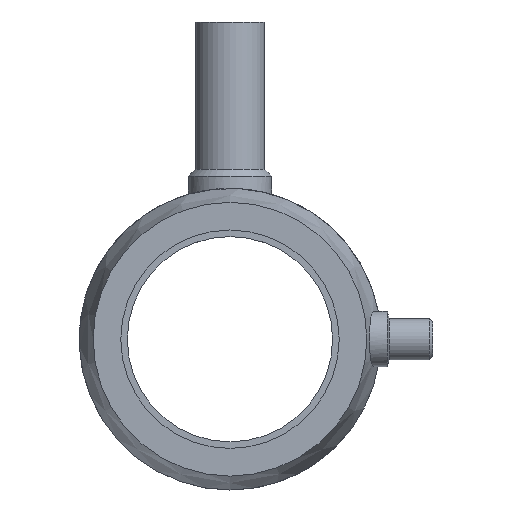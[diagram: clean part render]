
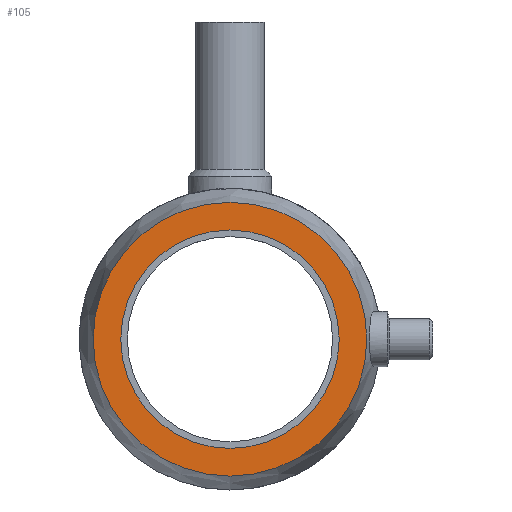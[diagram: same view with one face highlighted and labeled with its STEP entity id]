
A CAD part, left-side view. The second image highlights one B-rep face of the part: STEP entity #105.
In plain terms, the highlighted planar face has unit normal (-1, 0, 0).
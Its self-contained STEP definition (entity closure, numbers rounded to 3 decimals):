
#105 = ADVANCED_FACE( '', ( #240, #241 ), #242, .F. );
#240 = FACE_OUTER_BOUND( '', #403, .T. );
#241 = FACE_BOUND( '', #404, .T. );
#242 = PLANE( '', #405 );
#403 = EDGE_LOOP( '', ( #604 ) );
#404 = EDGE_LOOP( '', ( #605 ) );
#405 = AXIS2_PLACEMENT_3D( '', #606, #607, #608 );
#604 = ORIENTED_EDGE( '', *, *, #758, .F. );
#605 = ORIENTED_EDGE( '', *, *, #740, .T. );
#606 = CARTESIAN_POINT( '', ( 0., 0., 0. ) );
#607 = DIRECTION( '', ( 1., 0., 0. ) );
#608 = DIRECTION( '', ( 0., 0., -1. ) );
#740 = EDGE_CURVE( '', #835, #835, #836, .T. );
#758 = EDGE_CURVE( '', #865, #865, #866, .T. );
#835 = VERTEX_POINT( '', #1130 );
#836 = CIRCLE( '', #1131, 31.5 );
#865 = VERTEX_POINT( '', #1280 );
#866 = CIRCLE( '', #1281, 39.488 );
#1130 = CARTESIAN_POINT( '', ( 0., 0., -31.5 ) );
#1131 = AXIS2_PLACEMENT_3D( '', #1556, #1557, #1558 );
#1280 = CARTESIAN_POINT( '', ( 0., 0., -39.488 ) );
#1281 = AXIS2_PLACEMENT_3D( '', #1586, #1587, #1588 );
#1556 = CARTESIAN_POINT( '', ( 0., 0., 0. ) );
#1557 = DIRECTION( '', ( 1., 0., 0. ) );
#1558 = DIRECTION( '', ( 0., 0., -1. ) );
#1586 = CARTESIAN_POINT( '', ( 0., 0., 0. ) );
#1587 = DIRECTION( '', ( 1., 0., 0. ) );
#1588 = DIRECTION( '', ( 0., 0., -1. ) );
